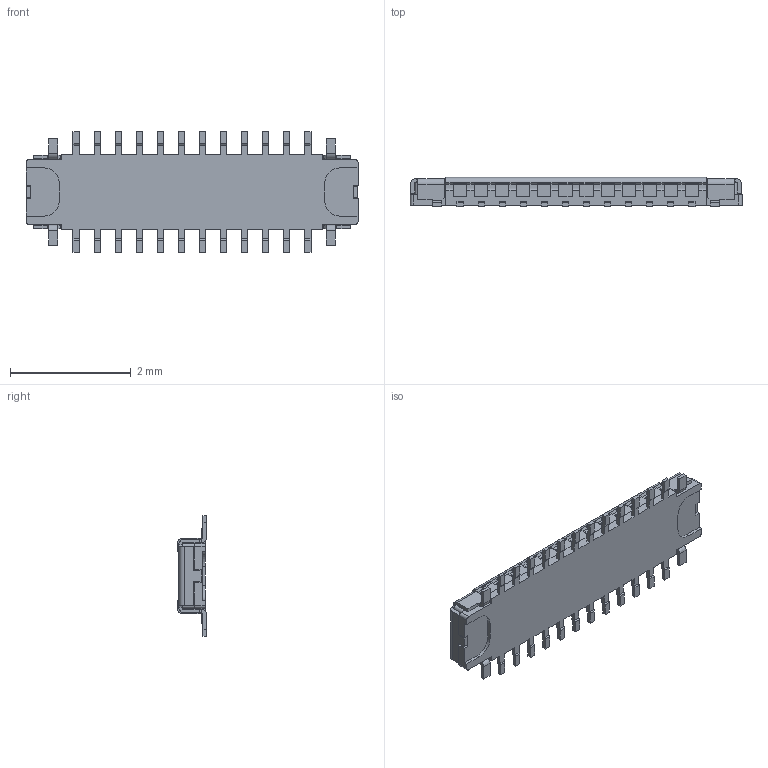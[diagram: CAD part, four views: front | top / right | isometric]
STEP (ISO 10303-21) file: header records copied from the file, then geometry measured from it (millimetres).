
FILE_DESCRIPTION((''),'2;1');
FILE_NAME('5050702422','2019-05-10T',('gga'),(''),'PRO/ENGINEER BY PARAMETRIC TECHNOLOGY CORPORATION, 2016010','PRO/ENGINEER BY PARAMETRIC TECHNOLOGY CORPORATION, 2016010','');
FILE_SCHEMA(('CONFIG_CONTROL_DESIGN'));
Length unit declared in the file: millimetre
Products named in the file (1): 5050702422
Bounding box: 5.51 x 0.48 x 2 mm (x, y, z)
Volume: 1.8 mm3; surface area: 28.6 mm2
Topology: 1 solids, 1 shells, 828 faces, 2458 edges, 1624 vertices
Faces by surface type: plane 668, cylinder 160
Entity records: 27213 total; most frequent: CARTESIAN_POINT 4867, ORIENTED_EDGE 4692, DIRECTION 4456, EDGE_CURVE 2346, VECTOR 2078, LINE 2078, VERTEX_POINT 1512, AXIS2_PLACEMENT_3D 1189
